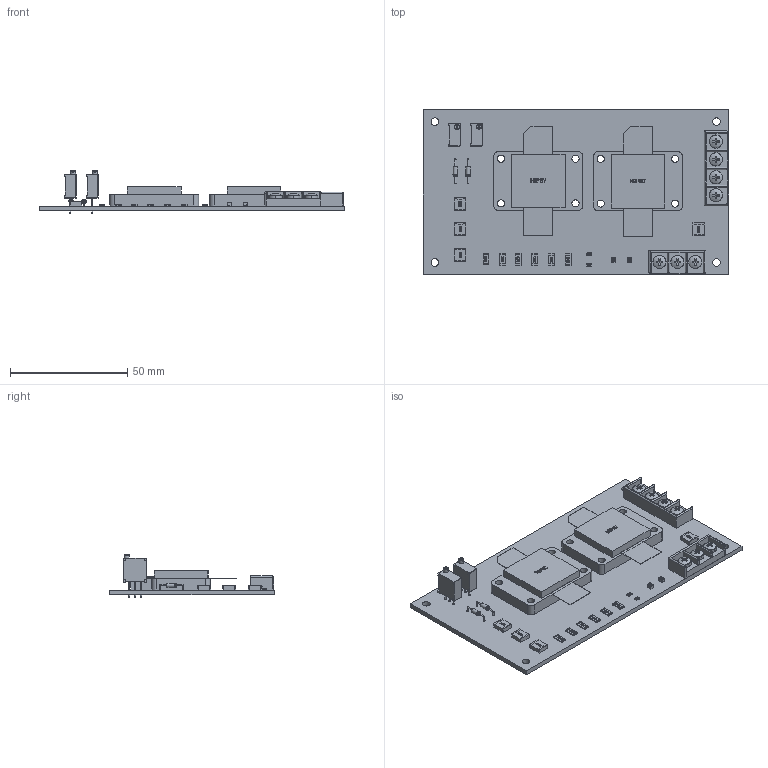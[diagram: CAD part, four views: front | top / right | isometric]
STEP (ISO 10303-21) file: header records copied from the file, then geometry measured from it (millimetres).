
FILE_DESCRIPTION(('Open CASCADE Model'),'2;1');
FILE_NAME('Open CASCADE Shape Model','2025-06-07T13:32:06',('Author'),( 'Open CASCADE'),'Open CASCADE STEP processor 6.8','Open CASCADE 6.8' ,'Unknown');
FILE_SCHEMA(('AUTOMOTIVE_DESIGN { 1 0 10303 214 1 1 1 1 }'));
Length unit declared in the file: millimetre
Products named in the file (40): PCB; Board; Open CASCADE STEP translator 6.8 1.1.1; X2; Ðàçúåì_3õ7.62; 冓踖樦_3; M3; X1; 冓踖樦_4pin; 冓踖樦_4; VT2; MRF157; VT1; VD2; 1N4148; VD1; R8; SMD2010R; Open CASCADE STEP translator 6.8 1.8.1.1; Open CASCADE STEP translator 6.8 1.8.1.2; R7; R6; RPOT; R5; R4; R3; R2; R1; L2; smd0805l; L1; C6; 0805C; C5; smd2220c; C4; C3; C2; C1
Assembly tree (57 placements, depth 4):
  PCB
    Board
      Open CASCADE STEP translator 6.8 1.1.1
    X2
      Ðàçúåì_3õ7.62
        冓踖樦_3
        M3  x3
    X1
      冓踖樦_4pin
        冓踖樦_4
        M3  x4
    VT2
      MRF157
    VT1
      MRF157
    VD2
      1N4148
    VD1
      1N4148
    R8
      SMD2010R
        Open CASCADE STEP translator 6.8 1.8.1.1
        Open CASCADE STEP translator 6.8 1.8.1.2
    R7
      SMD2010R
        Open CASCADE STEP translator 6.8 1.8.1.1
        Open CASCADE STEP translator 6.8 1.8.1.2
    R6
      RPOT
    R5
      SMD2010R
        Open CASCADE STEP translator 6.8 1.8.1.1
        Open CASCADE STEP translator 6.8 1.8.1.2
    R4
      SMD2010R
        Open CASCADE STEP translator 6.8 1.8.1.1
        Open CASCADE STEP translator 6.8 1.8.1.2
    R3
      SMD2010R
        Open CASCADE STEP translator 6.8 1.8.1.1
        Open CASCADE STEP translator 6.8 1.8.1.2
    R2
      RPOT
    R1
      SMD2010R
        Open CASCADE STEP translator 6.8 1.8.1.1
        Open CASCADE STEP translator 6.8 1.8.1.2
    L2
      smd0805l
    L1
      smd0805l
    C6
      0805C
    C5
      smd2220c
    C4
      smd2220c
    C3
      smd2220c
    C2
Bounding box: 130 x 70 x 17.95 mm (x, y, z)
Volume: 34892.4 mm3; surface area: 33339.6 mm2
Topology: 92 solids, 92 shells, 3436 faces, 9308 edges, 6130 vertices
Faces by surface type: extrusion 1552, plane 1428, cylinder 313, bspline 60, sphere 39, torus 36, cone 8
Full cylindrical faces by diameter (mm): 0.51 x10, 0.7 x4, 0.9 x6, 1.1 x7, 1.85 x4, 1.9 x2, 2.19 x2, 3 x7, 3.05 x16, 3.2 x4
Entity records: 51847 total; most frequent: CARTESIAN_POINT 11465, ORIENTED_EDGE 7194, DIRECTION 4936, EDGE_CURVE 3597, VECTOR 2576, VERTEX_POINT 2360, LINE 2017, B_SPLINE_CURVE_WITH_KNOTS 1751
